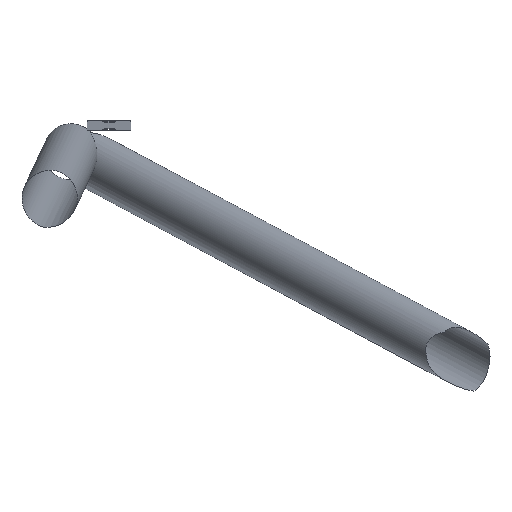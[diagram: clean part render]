
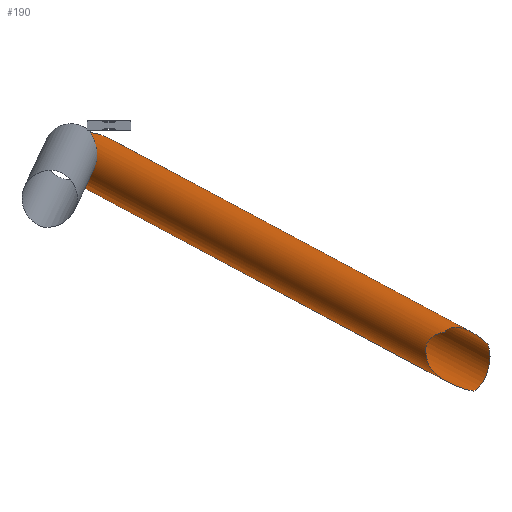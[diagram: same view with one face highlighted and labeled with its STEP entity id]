
A CAD part, top view. The second image highlights one B-rep face of the part: STEP entity #190.
In plain terms, the highlighted cylindrical face has radius 12.8 mm (diameter 25.6 mm), a full revolution.
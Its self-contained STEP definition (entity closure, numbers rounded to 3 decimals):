
#7 = EDGE_CURVE ( 'NONE', #483, #413, #142, .T. ) ;
#21 = CARTESIAN_POINT ( 'NONE',  ( 101.319, 84.496, -1579.327 ) ) ;
#26 = CARTESIAN_POINT ( 'NONE',  ( 266.524, 14.984, -1274.252 ) ) ;
#27 = CARTESIAN_POINT ( 'NONE',  ( 266.524, 14.984, -1274.252 ) ) ;
#35 = EDGE_CURVE ( 'NONE', #296, #491, #215, .T. ) ;
#44 = EDGE_CURVE ( 'NONE', #253, #375, #425, .T. ) ;
#48 = CARTESIAN_POINT ( 'NONE',  ( 258.284, -3.333, -1279.479 ) ) ;
#53 = ORIENTED_EDGE ( 'NONE', *, *, #287, .F. ) ;
#60 = CARTESIAN_POINT ( 'NONE',  ( 258.377, 3.851, -1277.185 ) ) ;
#62 = CARTESIAN_POINT ( 'NONE',  ( 286.389, -9.024, -1279.204 ) ) ;
#64 = CARTESIAN_POINT ( 'NONE',  ( 278.913, 17.264, -1279.004 ) ) ;
#66 = CARTESIAN_POINT ( 'NONE',  ( 266.524, 14.984, -1274.252 ) ) ;
#68 = CARTESIAN_POINT ( 'NONE',  ( 95., 99.486, -1584.533 ) ) ;
#94 = EDGE_CURVE ( 'NONE', #286, #296, #194, .T. ) ;
#96 = CARTESIAN_POINT ( 'NONE',  ( 101.319, 84.496, -1579.327 ) ) ;
#103 = CARTESIAN_POINT ( 'NONE',  ( 103.089, 107.699, -1567.902 ) ) ;
#117 = EDGE_CURVE ( 'NONE', #434, #286, #308, .T. ) ;
#120 = ORIENTED_EDGE ( 'NONE', *, *, #7, .F. ) ;
#124 = AXIS2_PLACEMENT_3D ( 'NONE', #68, #145, #469 ) ;
#125 = CARTESIAN_POINT ( 'NONE',  ( 125.855, 86.846, -1556.526 ) ) ;
#127 = EDGE_LOOP ( 'NONE', ( #247, #293, #170, #120 ) ) ;
#132 = ORIENTED_EDGE ( 'NONE', *, *, #94, .F. ) ;
#135 = CARTESIAN_POINT ( 'NONE',  ( 289.686, 1.454, -1281.749 ) ) ;
#138 = CARTESIAN_POINT ( 'NONE',  ( 256.544, 9.707, -1278.913 ) ) ;
#142 =( BOUNDED_CURVE ( )  B_SPLINE_CURVE ( 3, ( #352, #62, #135, #182 ),
 .UNSPECIFIED., .F., .T. ) 
 B_SPLINE_CURVE_WITH_KNOTS ( ( 4, 4 ),
 ( 1.571, 3.628 ),
 .UNSPECIFIED. ) 
 CURVE ( )  GEOMETRIC_REPRESENTATION_ITEM ( )  RATIONAL_B_SPLINE_CURVE ( ( 1., 0.677, 0.677, 1. ) ) 
 REPRESENTATION_ITEM ( '' )  );
#143 = CARTESIAN_POINT ( 'NONE',  ( 280., -12.221, -1268.94 ) ) ;
#145 = DIRECTION ( 'NONE',  ( 0.484, -0.26, 0.836 ) ) ;
#147 = CARTESIAN_POINT ( 'NONE',  ( 259.571, 13.843, -1277.823 ) ) ;
#170 = ORIENTED_EDGE ( 'NONE', *, *, #365, .F. ) ;
#179 = CARTESIAN_POINT ( 'NONE',  ( 101.319, 84.496, -1579.327 ) ) ;
#182 = CARTESIAN_POINT ( 'NONE',  ( 286.697, 9.067, -1274.111 ) ) ;
#185 = CARTESIAN_POINT ( 'NONE',  ( 117.951, 85.146, -1568.583 ) ) ;
#187 = CARTESIAN_POINT ( 'NONE',  ( 96.709, 83.522, -1573.039 ) ) ;
#190 = ADVANCED_FACE ( 'NONE', ( #424, #421 ), #507, .T. ) ;
#194 =( BOUNDED_CURVE ( )  B_SPLINE_CURVE ( 3, ( #179, #312, #187, #306 ),
 .UNSPECIFIED., .F., .T. ) 
 B_SPLINE_CURVE_WITH_KNOTS ( ( 4, 4 ),
 ( 5.645, 6.476 ),
 .UNSPECIFIED. ) 
 CURVE ( )  GEOMETRIC_REPRESENTATION_ITEM ( )  RATIONAL_B_SPLINE_CURVE ( ( 1., 0.943, 0.943, 1. ) ) 
 REPRESENTATION_ITEM ( '' )  );
#215 =( BOUNDED_CURVE ( )  B_SPLINE_CURVE ( 3, ( #223, #386, #300, #226 ),
 .UNSPECIFIED., .F., .F. ) 
 B_SPLINE_CURVE_WITH_KNOTS ( ( 4, 4 ),
 ( 5.044, 7.476 ),
 .UNSPECIFIED. ) 
 CURVE ( )  GEOMETRIC_REPRESENTATION_ITEM ( )  RATIONAL_B_SPLINE_CURVE ( ( 1., 0.565, 0.565, 1. ) ) 
 REPRESENTATION_ITEM ( '' )  );
#223 = CARTESIAN_POINT ( 'NONE',  ( 94.011, 85.727, -1571.71 ) ) ;
#226 = CARTESIAN_POINT ( 'NONE',  ( 103.089, 107.699, -1567.902 ) ) ;
#247 = ORIENTED_EDGE ( 'NONE', *, *, #451, .F. ) ;
#253 = VERTEX_POINT ( 'NONE', #27 ) ;
#263 = CARTESIAN_POINT ( 'NONE',  ( 286.697, 9.067, -1274.111 ) ) ;
#268 = CARTESIAN_POINT ( 'NONE',  ( 126.188, 96.597, -1558.604 ) ) ;
#286 = VERTEX_POINT ( 'NONE', #21 ) ;
#287 = EDGE_CURVE ( 'NONE', #491, #434, #411, .T. ) ;
#293 = ORIENTED_EDGE ( 'NONE', *, *, #44, .F. ) ;
#296 = VERTEX_POINT ( 'NONE', #343 ) ;
#300 = CARTESIAN_POINT ( 'NONE',  ( 111.825, 94.915, -1524.718 ) ) ;
#306 = CARTESIAN_POINT ( 'NONE',  ( 94.011, 85.727, -1571.71 ) ) ;
#308 =( BOUNDED_CURVE ( )  B_SPLINE_CURVE ( 3, ( #392, #185, #460, #96 ),
 .UNSPECIFIED., .F., .T. ) 
 B_SPLINE_CURVE_WITH_KNOTS ( ( 4, 4 ),
 ( 1.528, 2.727 ),
 .UNSPECIFIED. ) 
 CURVE ( )  GEOMETRIC_REPRESENTATION_ITEM ( )  RATIONAL_B_SPLINE_CURVE ( ( 1., 0.884, 0.884, 1. ) ) 
 REPRESENTATION_ITEM ( '' )  );
#309 = CARTESIAN_POINT ( 'NONE',  ( 103.089, 107.699, -1567.902 ) ) ;
#312 = CARTESIAN_POINT ( 'NONE',  ( 99.291, 83.087, -1575.731 ) ) ;
#336 = CARTESIAN_POINT ( 'NONE',  ( 267.26, -10.004, -1276.057 ) ) ;
#343 = CARTESIAN_POINT ( 'NONE',  ( 94.011, 85.727, -1571.71 ) ) ;
#348 = CARTESIAN_POINT ( 'NONE',  ( 115.96, 105.966, -1563.714 ) ) ;
#352 = CARTESIAN_POINT ( 'NONE',  ( 280., -12.221, -1268.94 ) ) ;
#365 = EDGE_CURVE ( 'NONE', #413, #253, #467, .T. ) ;
#370 = CARTESIAN_POINT ( 'NONE',  ( 258.377, 3.851, -1277.185 ) ) ;
#375 = VERTEX_POINT ( 'NONE', #60 ) ;
#378 = CARTESIAN_POINT ( 'NONE',  ( 286.697, 9.067, -1274.111 ) ) ;
#380 = ORIENTED_EDGE ( 'NONE', *, *, #35, .F. ) ;
#386 = CARTESIAN_POINT ( 'NONE',  ( 106.47, 81.953, -1526.965 ) ) ;
#389 = CARTESIAN_POINT ( 'NONE',  ( 125.855, 86.846, -1556.526 ) ) ;
#390 = CARTESIAN_POINT ( 'NONE',  ( 258.377, 3.851, -1277.185 ) ) ;
#392 = CARTESIAN_POINT ( 'NONE',  ( 125.855, 86.846, -1556.526 ) ) ;
#411 =( BOUNDED_CURVE ( )  B_SPLINE_CURVE ( 3, ( #309, #348, #268, #389 ),
 .UNSPECIFIED., .F., .F. ) 
 B_SPLINE_CURVE_WITH_KNOTS ( ( 4, 4 ),
 ( 4.119, 5.942 ),
 .UNSPECIFIED. ) 
 CURVE ( )  GEOMETRIC_REPRESENTATION_ITEM ( )  RATIONAL_B_SPLINE_CURVE ( ( 1., 0.742, 0.742, 1. ) ) 
 REPRESENTATION_ITEM ( '' )  );
#413 = VERTEX_POINT ( 'NONE', #378 ) ;
#420 = CARTESIAN_POINT ( 'NONE',  ( 270.674, 19.681, -1279.061 ) ) ;
#421 = FACE_OUTER_BOUND ( 'NONE', #445, .T. ) ;
#424 = FACE_OUTER_BOUND ( 'NONE', #127, .T. ) ;
#425 =( BOUNDED_CURVE ( )  B_SPLINE_CURVE ( 3, ( #26, #147, #138, #390 ),
 .UNSPECIFIED., .F., .T. ) 
 B_SPLINE_CURVE_WITH_KNOTS ( ( 4, 4 ),
 ( 2.44, 3.566 ),
 .UNSPECIFIED. ) 
 CURVE ( )  GEOMETRIC_REPRESENTATION_ITEM ( )  RATIONAL_B_SPLINE_CURVE ( ( 1., 0.897, 0.897, 1. ) ) 
 REPRESENTATION_ITEM ( '' )  );
#434 = VERTEX_POINT ( 'NONE', #125 ) ;
#445 = EDGE_LOOP ( 'NONE', ( #53, #380, #132, #489 ) ) ;
#451 = EDGE_CURVE ( 'NONE', #375, #483, #462, .T. ) ;
#460 = CARTESIAN_POINT ( 'NONE',  ( 108.697, 84.259, -1577.183 ) ) ;
#462 =( BOUNDED_CURVE ( )  B_SPLINE_CURVE ( 3, ( #370, #48, #336, #143 ),
 .UNSPECIFIED., .F., .T. ) 
 B_SPLINE_CURVE_WITH_KNOTS ( ( 4, 4 ),
 ( 3.134, 4.712 ),
 .UNSPECIFIED. ) 
 CURVE ( )  GEOMETRIC_REPRESENTATION_ITEM ( )  RATIONAL_B_SPLINE_CURVE ( ( 1., 0.803, 0.803, 1. ) ) 
 REPRESENTATION_ITEM ( '' )  );
#465 = CARTESIAN_POINT ( 'NONE',  ( 280., -12.221, -1268.94 ) ) ;
#467 =( BOUNDED_CURVE ( )  B_SPLINE_CURVE ( 3, ( #263, #64, #420, #66 ),
 .UNSPECIFIED., .F., .T. ) 
 B_SPLINE_CURVE_WITH_KNOTS ( ( 4, 4 ),
 ( 1.928, 3.45 ),
 .UNSPECIFIED. ) 
 CURVE ( )  GEOMETRIC_REPRESENTATION_ITEM ( )  RATIONAL_B_SPLINE_CURVE ( ( 1., 0.816, 0.816, 1. ) ) 
 REPRESENTATION_ITEM ( '' )  );
#469 = DIRECTION ( 'NONE',  ( 0.865, 0., -0.501 ) ) ;
#483 = VERTEX_POINT ( 'NONE', #465 ) ;
#489 = ORIENTED_EDGE ( 'NONE', *, *, #117, .F. ) ;
#491 = VERTEX_POINT ( 'NONE', #103 ) ;
#507 = CYLINDRICAL_SURFACE ( 'NONE', #124, 12.8 ) ;
